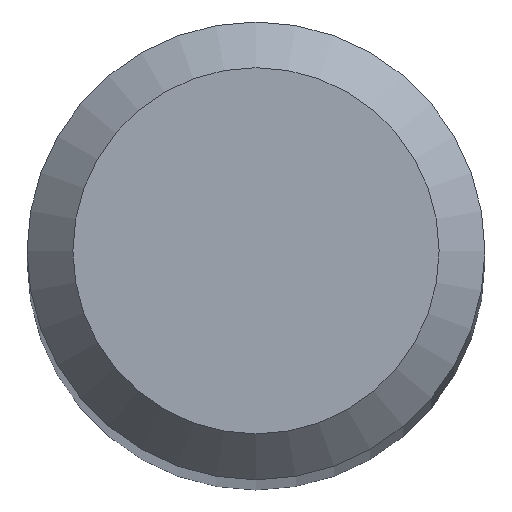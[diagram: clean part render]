
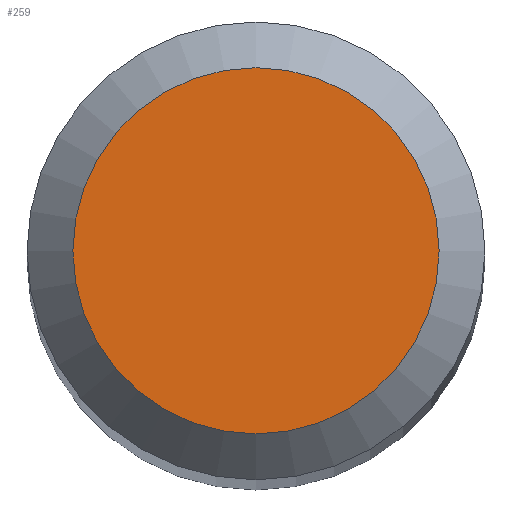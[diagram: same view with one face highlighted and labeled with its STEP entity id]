
A CAD part, top view. The second image highlights one B-rep face of the part: STEP entity #259.
In plain terms, the highlighted planar face has unit normal (0, 0, 1).
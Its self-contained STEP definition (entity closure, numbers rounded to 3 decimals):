
#16 = EDGE_LOOP ( 'NONE', ( #258 ) ) ;
#40 = CARTESIAN_POINT ( 'NONE',  ( 0., 0., 50. ) ) ;
#52 = EDGE_CURVE ( 'NONE', #66, #66, #197, .T. ) ;
#66 = VERTEX_POINT ( 'NONE', #128 ) ;
#72 = PLANE ( 'NONE',  #218 ) ;
#77 = DIRECTION ( 'NONE',  ( 0., 1., 0. ) ) ;
#94 = CARTESIAN_POINT ( 'NONE',  ( 0., 0., 50. ) ) ;
#128 = CARTESIAN_POINT ( 'NONE',  ( 0., 1.2, 50. ) ) ;
#188 = DIRECTION ( 'NONE',  ( 0., 0., -1. ) ) ;
#197 = CIRCLE ( 'NONE', #231, 1.2 ) ;
#201 = DIRECTION ( 'NONE',  ( 0., 1., 0. ) ) ;
#218 = AXIS2_PLACEMENT_3D ( 'NONE', #40, #188, #201 ) ;
#221 = DIRECTION ( 'NONE',  ( 0., 0., -1. ) ) ;
#222 = FACE_OUTER_BOUND ( 'NONE', #16, .T. ) ;
#231 = AXIS2_PLACEMENT_3D ( 'NONE', #94, #221, #77 ) ;
#258 = ORIENTED_EDGE ( 'NONE', *, *, #52, .F. ) ;
#259 = ADVANCED_FACE ( 'NONE', ( #222 ), #72, .F. ) ;
